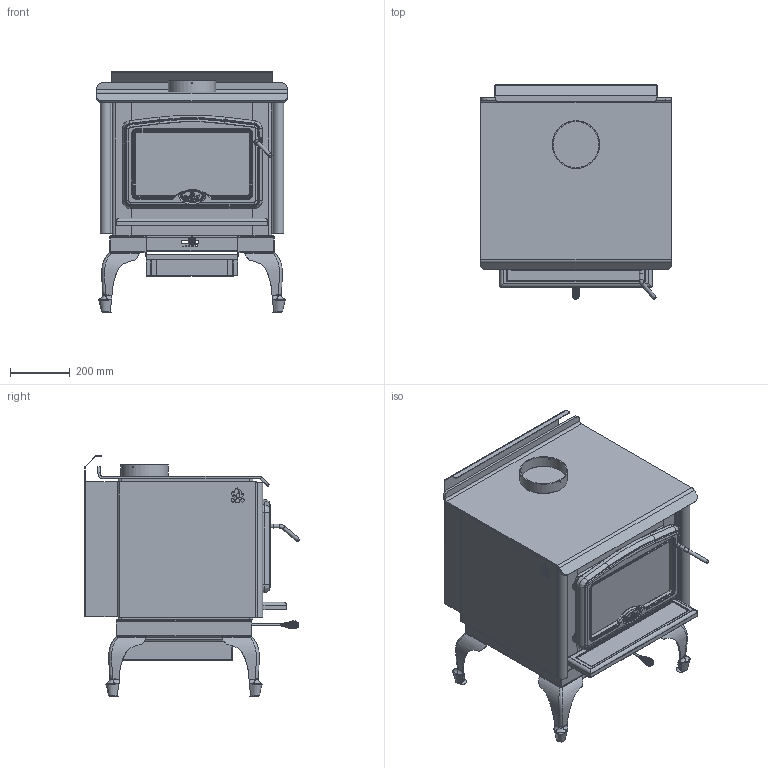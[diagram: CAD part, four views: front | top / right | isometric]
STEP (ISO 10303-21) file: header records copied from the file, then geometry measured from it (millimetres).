
FILE_DESCRIPTION( ( 'Unknown' ), '1' );
FILE_NAME( 'OB01613-LEGS-CAD.stp', 'Unknown', ( 'Jean-Philippe Alain' ), ( 'SBI' ), 'PSStep 14.0', 'Solid Edge', ' ' );
FILE_SCHEMA( ( 'AUTOMOTIVE_DESIGN { 1 0 10303 214 1 1 1 1 }' ) );
Length unit declared in the file: inch
Products named in the file (38): SE34037-P1-oa6; PL34037-P1; PL34038-P1; PL34038-P1-oa5; OA10200 (PAS VÉRIFIÉ)-oa7; PL34009; 30050; PL34010; 24023; 24023-oa2; 24023-oa3; 24023-oa4; SE24164-oa9; PL34101; 24164; 30746; 30746-1; 30746-2; SE34024-oa1; PL34024-oa0; Assem1; PL34000; PL34017; PL34003; PL34004; PL34001; PL34025; PL34033; PL34033-01; PL34027; PL34039-02; PL34039-02-oa8; PL34036; 30104P; SE34103; 30450; 24165; 24221
Assembly tree (41 placements, depth 4):
  Assem1
    PL34000
    PL34017
    PL34003
    PL34004
    PL34001
    PL34025
    PL34033
    PL34033-01
    PL34027
    PL34039-02
    PL34039-02-oa8
    PL34036
    30104P
    SE34103
    30450
    24165
    24221
    SE34024-oa1
      PL34024-oa0
    OA10200 (PAS VÉRIFIÉ)-oa7
      PL34009
      30050  x4
      PL34010
      24023
      24023-oa2
      24023-oa3
      24023-oa4
      SE34037-P1-oa6
        PL34037-P1
        PL34038-P1
        PL34038-P1-oa5
    SE24164-oa9
      PL34101
      24164
    30746  x2
      30746-1
      30746-2
Bounding box: 635 x 714.9 x 802.8 mm (x, y, z)
Surface area: 6935025.1 mm2 (no closed solid volume)
Topology: 0 solids, 2458 shells, 2458 faces, 11997 edges, 11818 vertices
Faces by surface type: bspline 824, cylinder 705, plane 694, torus 112, cone 57, offset 40, extrusion 13, sphere 13
Full cylindrical faces by diameter (mm): 2.21 x1, 3.175 x2, 3.307 x10, 3.904 x2, 3.962 x2, 4.216 x3, 4.75 x1, 4.763 x1, 4.775 x3, 4.965 x1, 5.556 x2, 5.563 x1, 6.35 x7, 7.805 x4, 7.925 x5, 7.938 x4, 8.1 x2, 9.525 x4, 10.16 x1, 11.243 x4, 11.326 x1, 12.7 x4, 14.296 x2, 153.162 x1, 158.75 x1
Entity records: 249894 total; most frequent: CARTESIAN_POINT 149544, DIRECTION 15351, ORIENTED_EDGE 11548, EDGE_CURVE 11548, VERTEX_POINT 11548, AXIS2_PLACEMENT_3D 5647, VECTOR 4057, LINE 4044
